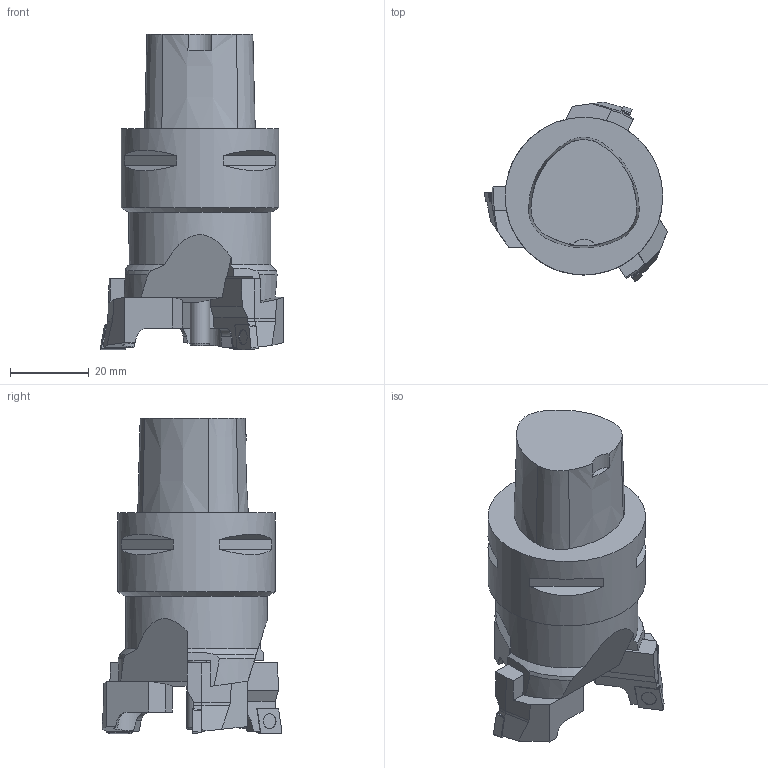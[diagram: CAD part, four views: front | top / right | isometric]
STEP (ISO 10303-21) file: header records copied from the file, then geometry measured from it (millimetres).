
FILE_DESCRIPTION(/* description */ (''),/* implementation_level */ '2;1');
FILE_NAME(/* name */ '1566308722711.stp',/* time_stamp */ '2019-08-20T15:45:29+02:00',/* author */ (''),/* organization */ ('SMS'),/* preprocessor_version */ 'ST-DEVELOPER v16.7',/* originating_system */ 'SIEMENS PLM Software NX 12.0',/* authorisation */ '');
FILE_SCHEMA (('AUTOMOTIVE_DESIGN { 1 0 10303 214 3 1 1 1 }'));
Length unit declared in the file: millimetre
Products named in the file (7): ASSEMBLY_CONSTRUCTION; IsoTurningInsert; 201011645mod000_00; 200955317mod000_01; 201011647mod000_01; 201069446mod000_01
Assembly tree (8 placements, depth 3):
  201069446mod000_01
    200955317mod000_01
    201011647mod000_01  x3
      201011645mod000_00
      IsoTurningInsert
      ASSEMBLY_CONSTRUCTION
    ASSEMBLY_CONSTRUCTION
Bounding box: 46.44 x 45.64 x 80 mm (x, y, z)
Volume: 67023.6 mm3; surface area: 15131.5 mm2
Topology: 7 solids, 7 shells, 212 faces, 556 edges, 392 vertices
Faces by surface type: plane 134, cone 32, cylinder 31, torus 12, extrusion 3
Full cylindrical faces by diameter (mm): 2.8 x6, 5.008 x1, 36 x1, 40 x1
Entity records: 3628 total; most frequent: CARTESIAN_POINT 699, DIRECTION 587, ORIENTED_EDGE 520, EDGE_CURVE 260, AXIS2_PLACEMENT_3D 215, VERTEX_POINT 178, VECTOR 157, LINE 156
